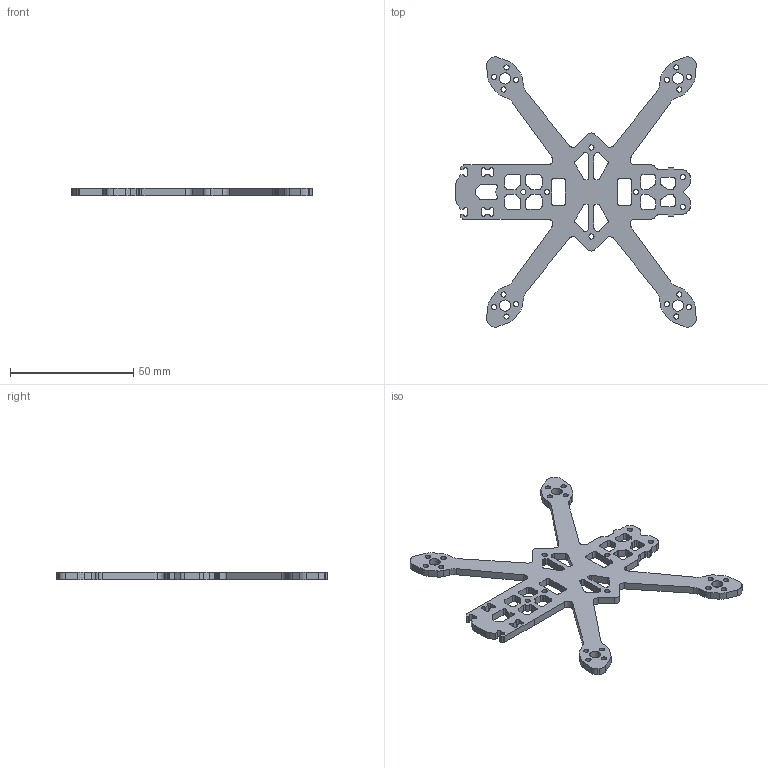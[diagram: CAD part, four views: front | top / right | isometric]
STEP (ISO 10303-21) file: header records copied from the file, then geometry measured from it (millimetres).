
FILE_DESCRIPTION(/* description */ ('','CAx-IF Rec.Pracs.---Representation and Presentation of Product Manufacturing Information (PMI)---4.0---2014-10-13'),/* implementation_level */ '2;1');
FILE_NAME(/* name */ 'JeNoPocket_1.0_BottomPlate_USB_Narrow.step',/* time_stamp */ '2025-03-16T19:52:57+01:00',/* author */ (''),/* organization */ (''),/* preprocessor_version */ 'ST-DEVELOPER v20',/* originating_system */ 'Autodesk Translation Framework v13.20.0.188',/* authorisation */ '');
FILE_SCHEMA (('AP242_MANAGED_MODEL_BASED_3D_ENGINEERING_MIM_LF { 1 0 10303 442 1 1 4 }'));
Length unit declared in the file: millimetre
Products named in the file (1): JeNo Pocket Mark I USB Narrow - Bottom
Bounding box: 97.49 x 109.53 x 3 mm (x, y, z)
Volume: 9974.9 mm3; surface area: 10408.5 mm2
Topology: 1 solids, 1 shells, 376 faces, 1122 edges, 748 vertices
Faces by surface type: cylinder 205, plane 171
Full cylindrical faces by diameter (mm): 2.1 x23, 4.5 x4
Entity records: 12985 total; most frequent: DIRECTION 2286, CARTESIAN_POINT 2247, ORIENTED_EDGE 2244, EDGE_CURVE 1122, AXIS2_PLACEMENT_3D 787, VERTEX_POINT 748, LINE 712, VECTOR 712
